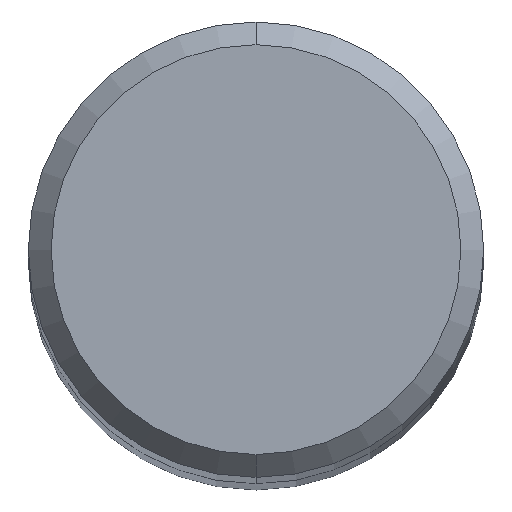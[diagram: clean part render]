
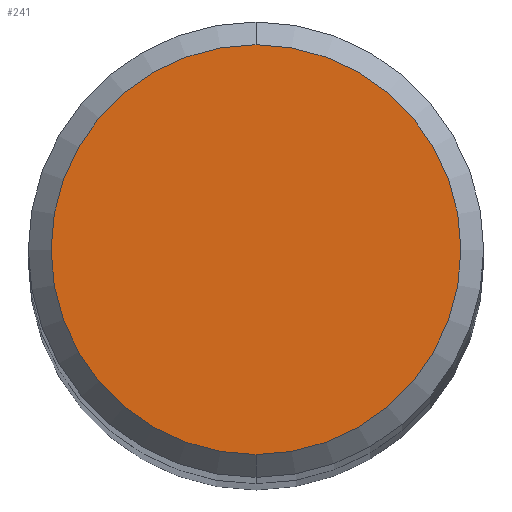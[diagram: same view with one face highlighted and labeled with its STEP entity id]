
A CAD part, top view. The second image highlights one B-rep face of the part: STEP entity #241.
In plain terms, the highlighted planar face has unit normal (0, 0, 1).
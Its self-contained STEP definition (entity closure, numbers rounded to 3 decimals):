
#199=EDGE_CURVE('',#227,#309,#478,.T.);
#227=VERTEX_POINT('',#508);
#241=ADVANCED_FACE('',(#522),#523,.T.);
#309=VERTEX_POINT('',#596);
#373=EDGE_CURVE('',#309,#227,#666,.T.);
#478=CIRCLE('',#804,3.6);
#508=CARTESIAN_POINT('',(0.,-3.6,0.0));
#522=FACE_OUTER_BOUND('',#916,.T.);
#523=PLANE('',#917);
#596=CARTESIAN_POINT('',(0.0,3.6,0.0));
#666=CIRCLE('',#1179,3.6);
#804=AXIS2_PLACEMENT_3D('',#1376,#1377,#1378);
#916=EDGE_LOOP('',(#1402,#1403));
#917=AXIS2_PLACEMENT_3D('',#1404,#1405,#1406);
#1179=AXIS2_PLACEMENT_3D('',#1565,#1566,#1567);
#1376=CARTESIAN_POINT('',(0.0,0.0,0.0));
#1377=DIRECTION('',(0.0,0.0,-1.0));
#1378=DIRECTION('',(0.0,1.0,0.0));
#1402=ORIENTED_EDGE('',*,*,#373,.F.);
#1403=ORIENTED_EDGE('',*,*,#199,.F.);
#1404=CARTESIAN_POINT('',(0.0,1.8,0.0));
#1405=DIRECTION('',(-0.0,0.0,1.0));
#1406=DIRECTION('',(0.0,-1.0,0.0));
#1565=CARTESIAN_POINT('',(0.0,0.0,0.0));
#1566=DIRECTION('',(0.0,0.0,-1.0));
#1567=DIRECTION('',(0.0,1.0,0.0));
